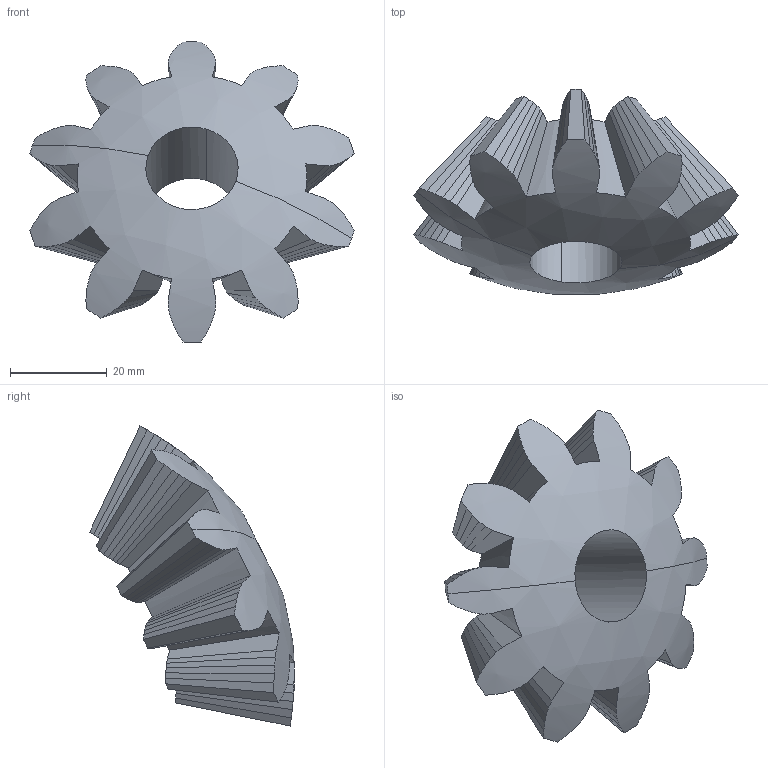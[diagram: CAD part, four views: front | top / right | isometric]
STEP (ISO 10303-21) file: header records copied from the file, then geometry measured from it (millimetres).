
FILE_DESCRIPTION (( 'STEP AP203' ), '1' );
FILE_NAME ('RDSpiderGear1_Primary.STEP', '2023-07-27T05:57:23', ( '' ), ( '' ), 'SwSTEP 2.0', 'SolidWorks 2021', '' );
FILE_SCHEMA (( 'CONFIG_CONTROL_DESIGN' ));
Length unit declared in the file: centimetre
Products named in the file (4): Rear Axle Assembly _1_; Differential Gears _1_-1; RDSpiderGear1_Primary; Part 60
Assembly tree (3 placements, depth 4):
  RDSpiderGear1_Primary
    Rear Axle Assembly _1_
      Differential Gears _1_-1
        Part 60
Bounding box: 66.99 x 42.25 x 61.93 mm (x, y, z)
Volume: 37333.4 mm3; surface area: 11855.4 mm2
Topology: 1 solids, 1 shells, 157 faces, 460 edges, 303 vertices
Faces by surface type: plane 140, cone 13, sphere 2, cylinder 2
Entity records: 5727 total; most frequent: CARTESIAN_POINT 1078, ORIENTED_EDGE 920, DIRECTION 915, EDGE_CURVE 460, AXIS2_PLACEMENT_3D 330, VERTEX_POINT 303, VECTOR 255, LINE 255
